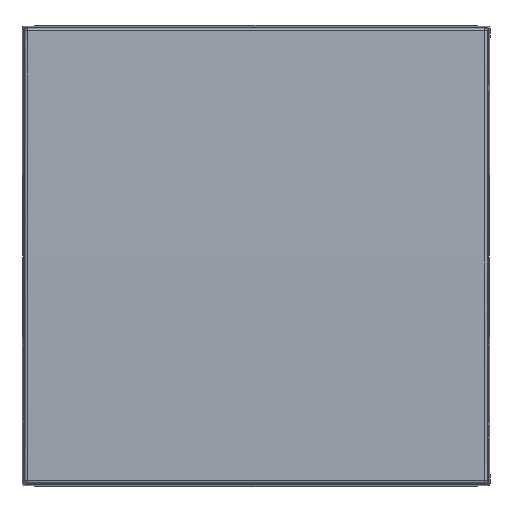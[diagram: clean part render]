
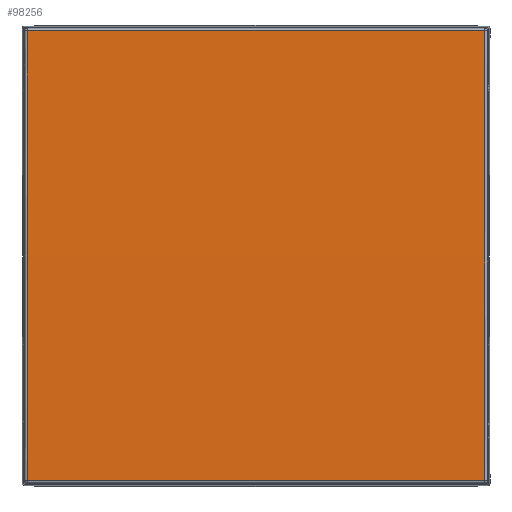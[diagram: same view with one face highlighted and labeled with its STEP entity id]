
A CAD part, top view. The second image highlights one B-rep face of the part: STEP entity #98256.
In plain terms, the highlighted cylindrical face has radius 1600 mm (diameter 3200 mm), a partial arc.
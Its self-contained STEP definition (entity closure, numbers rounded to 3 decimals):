
#96055=DIRECTION('',(1.,0.,0.));
#96056=VECTOR('',#96055,54.41);
#96057=CARTESIAN_POINT('',(-27.205,7.705,
26.734));
#96058=LINE('5320',#96057,#96056);
#96059=CARTESIAN_POINT('',(-27.205,7.705,
26.734));
#96060=CARTESIAN_POINT('',(-27.203,7.763,
23.224));
#96061=CARTESIAN_POINT('',(-27.2,7.858,
16.201));
#96062=CARTESIAN_POINT('',(-27.197,7.93,
5.689));
#96063=CARTESIAN_POINT('',(-27.197,7.933,
-4.903));
#96064=CARTESIAN_POINT('',(-27.199,7.862,
-15.856));
#96065=CARTESIAN_POINT('',(-27.203,7.765,
-23.101));
#96066=CARTESIAN_POINT('',(-27.205,7.705,
-26.734));
#96068=DIRECTION('',(-1.,0.,0.));
#96069=VECTOR('',#96068,54.41);
#96070=CARTESIAN_POINT('',(27.205,7.705,
-26.734));
#96071=LINE('5324',#96070,#96069);
#96072=CARTESIAN_POINT('',(27.205,7.705,
-26.734));
#96073=CARTESIAN_POINT('',(27.203,7.763,
-23.224));
#96074=CARTESIAN_POINT('',(27.2,7.858,
-16.201));
#96075=CARTESIAN_POINT('',(27.197,7.93,
-5.689));
#96076=CARTESIAN_POINT('',(27.197,7.933,4.904));
#96077=CARTESIAN_POINT('',(27.199,7.862,15.857));
#96078=CARTESIAN_POINT('',(27.203,7.765,23.101));
#96079=CARTESIAN_POINT('',(27.205,7.705,26.734));
#96512=CARTESIAN_POINT('',(-27.205,7.705,
26.734));
#96513=CARTESIAN_POINT('',(27.205,7.705,26.734));
#96514=VERTEX_POINT('',#96512);
#96515=VERTEX_POINT('',#96513);
#96516=VERTEX_POINT('',#96066);
#96517=CARTESIAN_POINT('',(27.205,7.705,
-26.734));
#96518=VERTEX_POINT('',#96517);
#98243=CARTESIAN_POINT('',(-27.495,-1592.072,
0.));
#98244=DIRECTION('',(1.,0.,0.));
#98245=DIRECTION('',(0.,0.,-1.));
#98246=AXIS2_PLACEMENT_3D('',#98243,#98244,#98245);
#98247=CYLINDRICAL_SURFACE('5259',#98246,1600.);
#98249=ORIENTED_EDGE('5320',*,*,#98248,.F.);
#98251=ORIENTED_EDGE('5322',*,*,#98250,.T.);
#98252=ORIENTED_EDGE('5324',*,*,#98182,.F.);
#98253=ORIENTED_EDGE('5325',*,*,#98233,.T.);
#98254=EDGE_LOOP('5259',(#98249,#98251,#98252,#98253));
#98255=FACE_OUTER_BOUND('5259',#98254,.F.);
#96067=B_SPLINE_CURVE_WITH_KNOTS('5322',3,(#96059,#96060,#96061,#96062,#96063,
#96064,#96065,#96066),.UNSPECIFIED.,.F.,.F.,(4,1,1,1,1,4),(0.,0.2,0.4,
0.6,0.8,1.),.UNSPECIFIED.);
#96080=B_SPLINE_CURVE_WITH_KNOTS('5325',3,(#96072,#96073,#96074,#96075,#96076,
#96077,#96078,#96079),.UNSPECIFIED.,.F.,.F.,(4,1,1,1,1,4),(0.,0.2,0.4,
0.6,0.8,1.),.UNSPECIFIED.);
#98182=EDGE_CURVE('5324',#96518,#96516,#96071,.T.);
#98233=EDGE_CURVE('5325',#96518,#96515,#96080,.T.);
#98248=EDGE_CURVE('5320',#96514,#96515,#96058,.T.);
#98250=EDGE_CURVE('5322',#96514,#96516,#96067,.T.);
#98256=ADVANCED_FACE('5259',(#98255),#98247,.T.);
